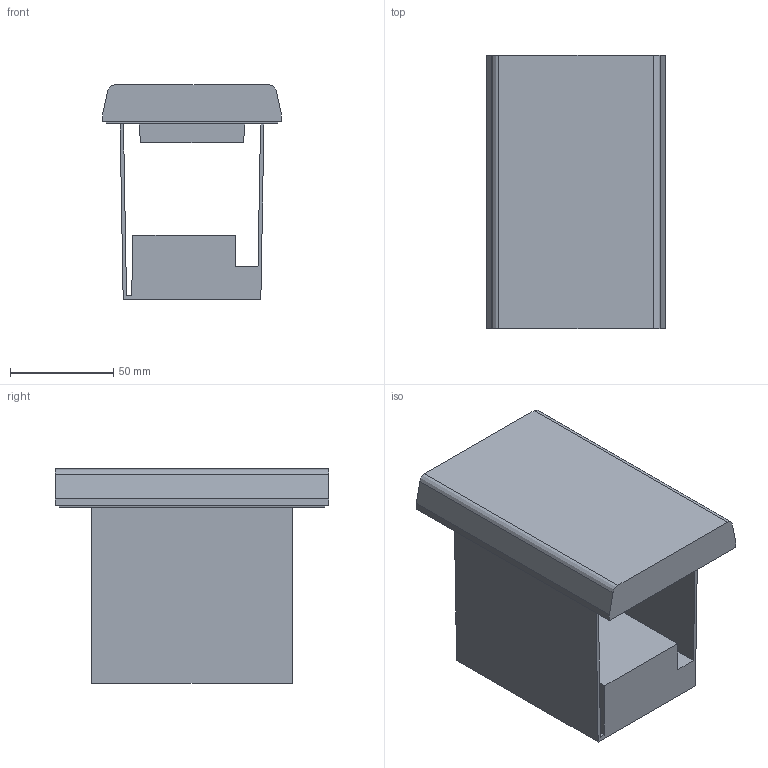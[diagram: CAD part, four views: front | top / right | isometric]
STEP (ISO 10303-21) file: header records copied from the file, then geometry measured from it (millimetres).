
FILE_DESCRIPTION(/* description */ (''),/* implementation_level */ '2;1');
FILE_NAME(/* name */ '3d_SM1Z1705P-SM1Z1705P.stp',/* time_stamp */ '2016-09-29T08:33:45+02:00',/* author */ ('Andrzej'),/* organization */ (''),/* preprocessor_version */ 'ST-DEVELOPER v15.5',/* originating_system */ 'AutoCAD Mechanical',/* authorisation */ '');
FILE_SCHEMA (('AUTOMOTIVE_DESIGN { 1 0 10303 214 3 1 1 }'));
Length unit declared in the file: millimetre
Products named in the file (1): Product
Bounding box: 87 x 132.5 x 104 mm (x, y, z)
Volume: 451941.9 mm3; surface area: 95288.8 mm2
Topology: 3 solids, 3 shells, 40 faces, 253 edges, 366 vertices
Faces by surface type: plane 34, cylinder 6
Entity records: 2299 total; most frequent: CARTESIAN_POINT 668, DIRECTION 367, LINE 221, VECTOR 221, ORIENTED_EDGE 198, TRIMMED_CURVE 154, EDGE_CURVE 99, AXIS2_PLACEMENT_3D 73
